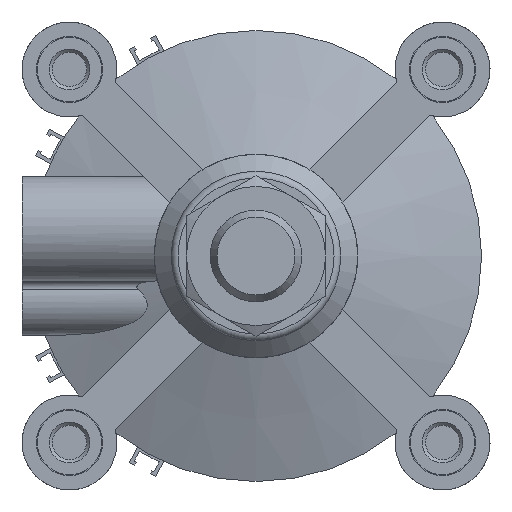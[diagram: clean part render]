
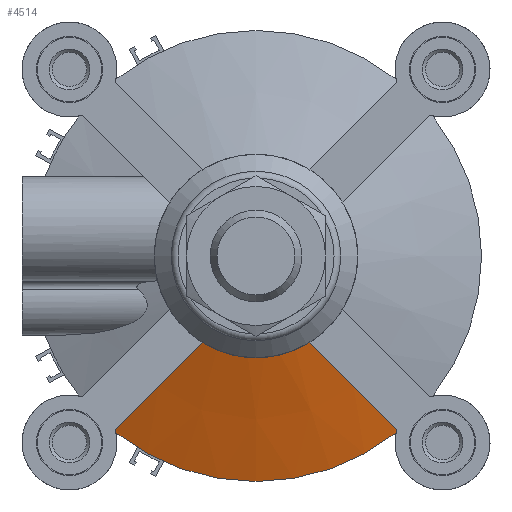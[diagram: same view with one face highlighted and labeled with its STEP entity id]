
A CAD part, left-side view. The second image highlights one B-rep face of the part: STEP entity #4514.
In plain terms, the highlighted conical face has half-angle 70 degrees and reference radius 66.5 mm.
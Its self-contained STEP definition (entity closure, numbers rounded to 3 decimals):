
#1089=CIRCLE('',#5000,66.5);
#1097=CIRCLE('',#5012,30.);
#2125=ORIENTED_EDGE('',*,*,#2873,.F.);
#2126=ORIENTED_EDGE('',*,*,#2874,.F.);
#2127=ORIENTED_EDGE('',*,*,#2875,.F.);
#2128=ORIENTED_EDGE('',*,*,#2876,.F.);
#2129=ORIENTED_EDGE('',*,*,#2858,.T.);
#2130=ORIENTED_EDGE('',*,*,#2877,.F.);
#2858=EDGE_CURVE('',#3328,#3326,#1089,.T.);
#2873=EDGE_CURVE('',#3342,#3343,#3473,.T.);
#2874=EDGE_CURVE('',#3344,#3342,#1097,.T.);
#2875=EDGE_CURVE('',#3345,#3344,#3474,.T.);
#2876=EDGE_CURVE('',#3328,#3345,#3475,.T.);
#2877=EDGE_CURVE('',#3343,#3326,#3476,.T.);
#3326=VERTEX_POINT('',#7665);
#3328=VERTEX_POINT('',#7668);
#3342=VERTEX_POINT('',#7704);
#3343=VERTEX_POINT('',#7705);
#3344=VERTEX_POINT('',#7707);
#3345=VERTEX_POINT('',#7712);
#3473=B_SPLINE_CURVE_WITH_KNOTS('',3,(#7700,#7701,#7702,#7703),
 .UNSPECIFIED.,.F.,.F.,(4,4),(0.03,0.069),
 .UNSPECIFIED.);
#3474=B_SPLINE_CURVE_WITH_KNOTS('',3,(#7708,#7709,#7710,#7711),
 .UNSPECIFIED.,.F.,.F.,(4,4),(0.,0.039),
 .UNSPECIFIED.);
#3475=B_SPLINE_CURVE_WITH_KNOTS('',3,(#7713,#7714,#7715,#7716),
 .UNSPECIFIED.,.F.,.F.,(4,4),(0.,0.001),
 .UNSPECIFIED.);
#3476=B_SPLINE_CURVE_WITH_KNOTS('',3,(#7717,#7718,#7719,#7720),
 .UNSPECIFIED.,.F.,.F.,(4,4),(0.015,0.016),
 .UNSPECIFIED.);
#3770=EDGE_LOOP('',(#2125,#2126,#2127,#2128,#2129,#2130));
#4156=FACE_BOUND('',#3770,.T.);
#4294=CONICAL_SURFACE('',#5011,66.5,1.222);
#4514=ADVANCED_FACE('',(#4156),#4294,.T.);
#5000=AXIS2_PLACEMENT_3D('',#7667,#6145,#6146);
#5011=AXIS2_PLACEMENT_3D('',#7699,#6174,#6175);
#5012=AXIS2_PLACEMENT_3D('',#7706,#6176,#6177);
#6145=DIRECTION('',(1.,0.,0.));
#6146=DIRECTION('',(0.,0.,-1.));
#6174=DIRECTION('',(-1.,0.,0.));
#6175=DIRECTION('',(0.,0.,1.));
#6176=DIRECTION('',(1.,0.,0.));
#6177=DIRECTION('',(0.,0.,-1.));
#7665=CARTESIAN_POINT('',(24.5,-41.299,52.121));
#7667=CARTESIAN_POINT('',(24.5,0.,0.));
#7668=CARTESIAN_POINT('',(24.5,41.299,52.121));
#7699=CARTESIAN_POINT('',(24.5,0.,0.));
#7700=CARTESIAN_POINT('',(37.785,-15.896,25.442));
#7701=CARTESIAN_POINT('',(33.489,-24.463,34.008));
#7702=CARTESIAN_POINT('',(29.108,-33.008,42.554));
#7703=CARTESIAN_POINT('',(24.732,-41.554,51.1));
#7704=CARTESIAN_POINT('',(37.785,-15.896,25.442));
#7705=CARTESIAN_POINT('',(24.732,-41.554,51.1));
#7706=CARTESIAN_POINT('',(37.785,0.,0.));
#7707=CARTESIAN_POINT('',(37.785,15.896,25.442));
#7708=CARTESIAN_POINT('',(24.732,41.554,51.1));
#7709=CARTESIAN_POINT('',(29.108,33.007,42.553));
#7710=CARTESIAN_POINT('',(33.489,24.462,34.008));
#7711=CARTESIAN_POINT('',(37.785,15.896,25.442));
#7712=CARTESIAN_POINT('',(24.732,41.554,51.1));
#7713=CARTESIAN_POINT('',(24.5,41.299,52.121));
#7714=CARTESIAN_POINT('',(24.582,41.372,51.777));
#7715=CARTESIAN_POINT('',(24.659,41.457,51.437));
#7716=CARTESIAN_POINT('',(24.732,41.554,51.1));
#7717=CARTESIAN_POINT('',(24.732,-41.554,51.1));
#7718=CARTESIAN_POINT('',(24.659,-41.456,51.437));
#7719=CARTESIAN_POINT('',(24.582,-41.371,51.778));
#7720=CARTESIAN_POINT('',(24.5,-41.299,52.121));
